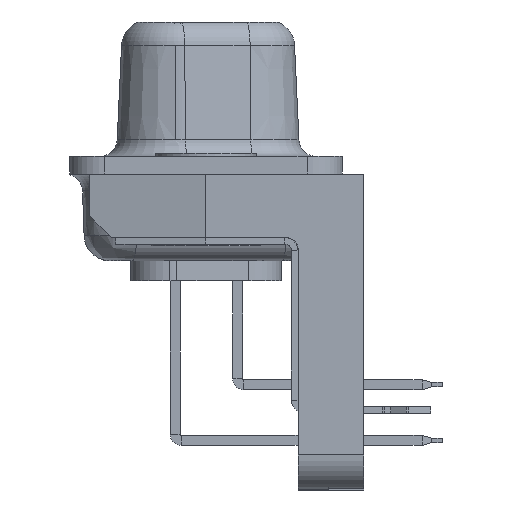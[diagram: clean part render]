
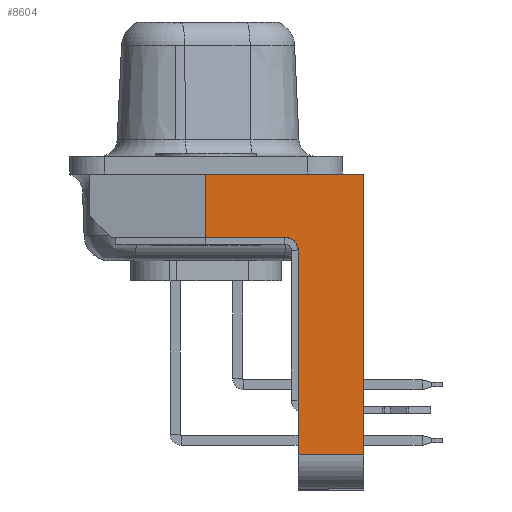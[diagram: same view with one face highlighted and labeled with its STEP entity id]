
A CAD part, left-side view. The second image highlights one B-rep face of the part: STEP entity #8604.
In plain terms, the highlighted planar face has unit normal (-1, 0, 0).
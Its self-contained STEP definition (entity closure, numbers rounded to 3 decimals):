
#564 = EDGE_CURVE ( 'NONE', #9736, #27214, #25220, .T. ) ;
#2986 = VECTOR ( 'NONE', #33100, 1000. ) ;
#4405 = ORIENTED_EDGE ( 'NONE', *, *, #12357, .T. ) ;
#4617 = AXIS2_PLACEMENT_3D ( 'NONE', #15513, #21278, #13244 ) ;
#5063 = ORIENTED_EDGE ( 'NONE', *, *, #25541, .F. ) ;
#5173 = LINE ( 'NONE', #18083, #23007 ) ;
#5520 = ORIENTED_EDGE ( 'NONE', *, *, #20979, .F. ) ;
#5955 = VECTOR ( 'NONE', #20761, 1000. ) ;
#6225 = CARTESIAN_POINT ( 'NONE',  ( -26.52, -4.2, -3.8 ) ) ;
#6510 = ORIENTED_EDGE ( 'NONE', *, *, #564, .F. ) ;
#8521 = VECTOR ( 'NONE', #19435, 1000. ) ;
#8604 = ADVANCED_FACE ( 'NONE', ( #26705 ), #34554, .F. ) ;
#9029 = EDGE_CURVE ( 'NONE', #29747, #26896, #5173, .T. ) ;
#9102 = VERTEX_POINT ( 'NONE', #24035 ) ;
#9410 = CARTESIAN_POINT ( 'NONE',  ( -26.52, 0., -0.4 ) ) ;
#9513 = LINE ( 'NONE', #20153, #2986 ) ;
#9736 = VERTEX_POINT ( 'NONE', #21501 ) ;
#10455 = VERTEX_POINT ( 'NONE', #21549 ) ;
#10582 = DIRECTION ( 'NONE',  ( 0., 0., -1. ) ) ;
#10856 = CIRCLE ( 'NONE', #20358, 0.5 ) ;
#12301 = DIRECTION ( 'NONE',  ( -1., 0., 0. ) ) ;
#12357 = EDGE_CURVE ( 'NONE', #9102, #29747, #9513, .T. ) ;
#13244 = DIRECTION ( 'NONE',  ( 0., 1., 0. ) ) ;
#13418 = LINE ( 'NONE', #34047, #5955 ) ;
#14371 = CARTESIAN_POINT ( 'NONE',  ( -26.52, -7.2, -0.4 ) ) ;
#15244 = LINE ( 'NONE', #17708, #28604 ) ;
#15513 = CARTESIAN_POINT ( 'NONE',  ( -26.52, -3.6, -6.8 ) ) ;
#16825 = DIRECTION ( 'NONE',  ( 0., 0., 1. ) ) ;
#17306 = VERTEX_POINT ( 'NONE', #21029 ) ;
#17708 = CARTESIAN_POINT ( 'NONE',  ( -26.52, -3.7, -3.3 ) ) ;
#18083 = CARTESIAN_POINT ( 'NONE',  ( -26.52, 0., -0.4 ) ) ;
#18680 = ORIENTED_EDGE ( 'NONE', *, *, #9029, .T. ) ;
#19435 = DIRECTION ( 'NONE',  ( 0., 0., -1. ) ) ;
#20153 = CARTESIAN_POINT ( 'NONE',  ( -26.52, -7.2, -0.4 ) ) ;
#20358 = AXIS2_PLACEMENT_3D ( 'NONE', #33619, #12301, #22290 ) ;
#20761 = DIRECTION ( 'NONE',  ( 0., 1., 0. ) ) ;
#20979 = EDGE_CURVE ( 'NONE', #10455, #9736, #13418, .T. ) ;
#21029 = CARTESIAN_POINT ( 'NONE',  ( -26.52, -3.7, -3.3 ) ) ;
#21278 = DIRECTION ( 'NONE',  ( 1., 0., 0. ) ) ;
#21501 = CARTESIAN_POINT ( 'NONE',  ( -26.52, -4.2, -13.2 ) ) ;
#21549 = CARTESIAN_POINT ( 'NONE',  ( -26.52, -7.2, -13.2 ) ) ;
#22290 = DIRECTION ( 'NONE',  ( 0., -1., 0. ) ) ;
#23007 = VECTOR ( 'NONE', #10582, 1000. ) ;
#23325 = ORIENTED_EDGE ( 'NONE', *, *, #30804, .F. ) ;
#24035 = CARTESIAN_POINT ( 'NONE',  ( -26.52, -7.2, -0.4 ) ) ;
#24864 = LINE ( 'NONE', #14371, #8521 ) ;
#25220 = LINE ( 'NONE', #33423, #25479 ) ;
#25457 = CARTESIAN_POINT ( 'NONE',  ( -26.52, 0., -3.3 ) ) ;
#25479 = VECTOR ( 'NONE', #16825, 1000. ) ;
#25541 = EDGE_CURVE ( 'NONE', #17306, #26896, #15244, .T. ) ;
#25776 = EDGE_CURVE ( 'NONE', #9102, #10455, #24864, .T. ) ;
#26705 = FACE_OUTER_BOUND ( 'NONE', #30730, .T. ) ;
#26896 = VERTEX_POINT ( 'NONE', #25457 ) ;
#27214 = VERTEX_POINT ( 'NONE', #6225 ) ;
#28604 = VECTOR ( 'NONE', #33956, 1000. ) ;
#29747 = VERTEX_POINT ( 'NONE', #9410 ) ;
#30730 = EDGE_LOOP ( 'NONE', ( #5520, #32138, #4405, #18680, #5063, #23325, #6510 ) ) ;
#30804 = EDGE_CURVE ( 'NONE', #27214, #17306, #10856, .T. ) ;
#32138 = ORIENTED_EDGE ( 'NONE', *, *, #25776, .F. ) ;
#33100 = DIRECTION ( 'NONE',  ( 0., 1., 0. ) ) ;
#33423 = CARTESIAN_POINT ( 'NONE',  ( -26.52, -4.2, -13.2 ) ) ;
#33619 = CARTESIAN_POINT ( 'NONE',  ( -26.52, -3.7, -3.8 ) ) ;
#33956 = DIRECTION ( 'NONE',  ( 0., 1., 0. ) ) ;
#34047 = CARTESIAN_POINT ( 'NONE',  ( -26.52, -7.2, -13.2 ) ) ;
#34554 = PLANE ( 'NONE',  #4617 ) ;
